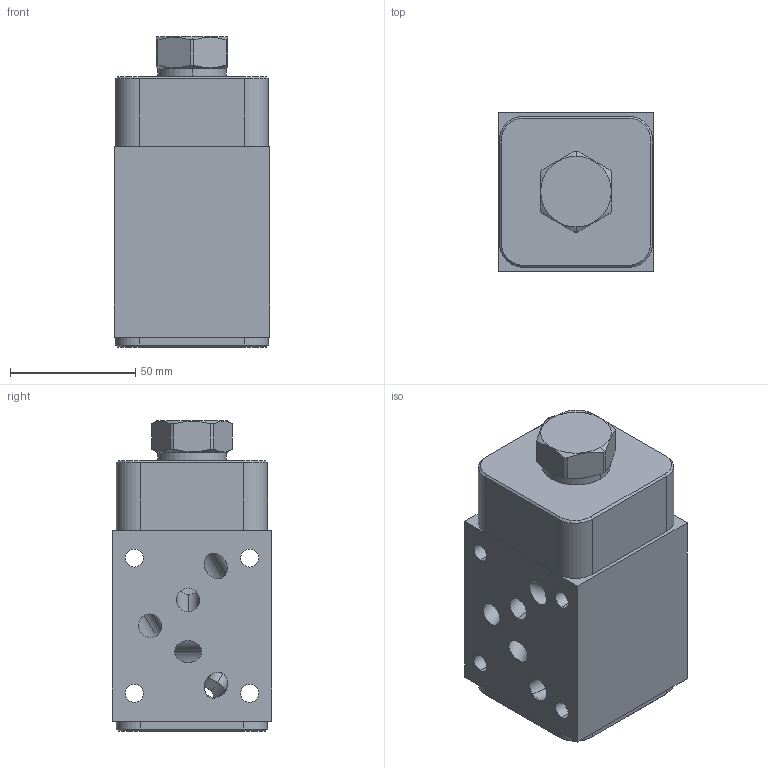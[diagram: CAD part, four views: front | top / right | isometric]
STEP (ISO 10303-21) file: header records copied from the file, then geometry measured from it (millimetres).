
FILE_DESCRIPTION((''),'2;1');
FILE_NAME('BB2_ASM','2019-07-22T',('ProEService'),(''),'PRO/ENGINEER BY PARAMETRIC TECHNOLOGY CORPORATION, 2014200','PRO/ENGINEER BY PARAMETRIC TECHNOLOGY CORPORATION, 2014200','');
FILE_SCHEMA(('CONFIG_CONTROL_DESIGN'));
Length unit declared in the file: inch
Products named in the file (5): 150-196; CXFAXCN; 500-001-014; 700-001; BB2_ASM
Assembly tree (4 placements, depth 2):
  BB2_ASM
    150-196
    CXFAXCN
    500-001-014
    700-001
Bounding box: 61.93 x 63.5 x 123.83 mm (x, y, z)
Volume: 357928 mm3; surface area: 64238.3 mm2
Topology: 4 solids, 4 shells, 234 faces, 845 edges, 742 vertices
Faces by surface type: cylinder 104, plane 47, cone 38, torus 22, sphere 15, revolution 8
Entity records: 11571 total; most frequent: CARTESIAN_POINT 4552, DIRECTION 1447, ORIENTED_EDGE 1148, EDGE_CURVE 574, AXIS2_PLACEMENT_3D 489, VECTOR 461, LINE 461, VERTEX_POINT 355
